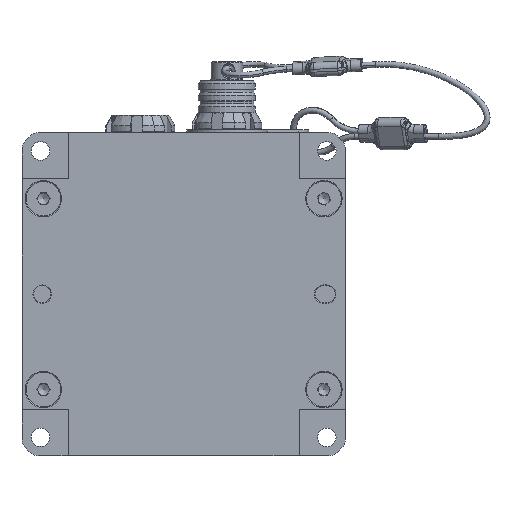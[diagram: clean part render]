
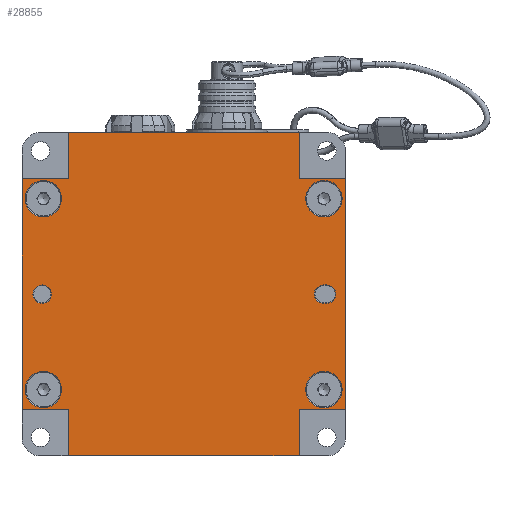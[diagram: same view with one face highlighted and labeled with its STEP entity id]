
A CAD part, front view. The second image highlights one B-rep face of the part: STEP entity #28855.
In plain terms, the highlighted planar face has unit normal (0, -1, 0).
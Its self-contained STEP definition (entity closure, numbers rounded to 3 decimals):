
#2203=CIRCLE('',#30813,1.6);
#2205=CIRCLE('',#30817,1.6);
#2208=CIRCLE('',#30824,1.605);
#2209=CIRCLE('',#30825,3.15);
#2210=CIRCLE('',#30826,3.15);
#2211=CIRCLE('',#30827,3.15);
#2212=CIRCLE('',#30828,3.15);
#3649=FACE_BOUND('',#6465,.T.);
#3650=FACE_BOUND('',#6466,.T.);
#3651=FACE_BOUND('',#6467,.T.);
#3652=FACE_BOUND('',#6468,.T.);
#3653=FACE_BOUND('',#6469,.T.);
#3654=FACE_BOUND('',#6470,.T.);
#4771=FACE_OUTER_BOUND('',#6464,.T.);
#6464=EDGE_LOOP('',(#19929,#19930,#19931,#19932,#19933,#19934,#19935,#19936,
#19937,#19938,#19939,#19940));
#6465=EDGE_LOOP('',(#19941));
#6466=EDGE_LOOP('',(#19942));
#6467=EDGE_LOOP('',(#19943));
#6468=EDGE_LOOP('',(#19944));
#6469=EDGE_LOOP('',(#19945));
#6470=EDGE_LOOP('',(#19946,#19947,#19948,#19949));
#8382=LINE('',#42520,#10313);
#8410=LINE('',#42650,#10341);
#8413=LINE('',#42659,#10344);
#8419=LINE('',#42674,#10350);
#8420=LINE('',#42676,#10351);
#8421=LINE('',#42678,#10352);
#8422=LINE('',#42680,#10353);
#8423=LINE('',#42682,#10354);
#8424=LINE('',#42684,#10355);
#8425=LINE('',#42686,#10356);
#8426=LINE('',#42688,#10357);
#8427=LINE('',#42690,#10358);
#8428=LINE('',#42691,#10359);
#8429=LINE('',#42692,#10360);
#10313=VECTOR('',#34130,10.);
#10341=VECTOR('',#34246,10.);
#10344=VECTOR('',#34257,10.);
#10350=VECTOR('',#34271,10.);
#10351=VECTOR('',#34272,10.);
#10352=VECTOR('',#34273,10.);
#10353=VECTOR('',#34274,10.);
#10354=VECTOR('',#34275,10.);
#10355=VECTOR('',#34276,10.);
#10356=VECTOR('',#34277,10.);
#10357=VECTOR('',#34278,10.);
#10358=VECTOR('',#34279,10.);
#10359=VECTOR('',#34280,10.);
#10360=VECTOR('',#34281,10.);
#12295=VERTEX_POINT('',#42517);
#12296=VERTEX_POINT('',#42519);
#12334=VERTEX_POINT('',#42639);
#12335=VERTEX_POINT('',#42641);
#12338=VERTEX_POINT('',#42648);
#12340=VERTEX_POINT('',#42654);
#12344=VERTEX_POINT('',#42672);
#12345=VERTEX_POINT('',#42673);
#12346=VERTEX_POINT('',#42675);
#12347=VERTEX_POINT('',#42677);
#12348=VERTEX_POINT('',#42679);
#12349=VERTEX_POINT('',#42681);
#12350=VERTEX_POINT('',#42683);
#12351=VERTEX_POINT('',#42685);
#12352=VERTEX_POINT('',#42687);
#12353=VERTEX_POINT('',#42689);
#12354=VERTEX_POINT('',#42693);
#12355=VERTEX_POINT('',#42695);
#12356=VERTEX_POINT('',#42697);
#12357=VERTEX_POINT('',#42699);
#12358=VERTEX_POINT('',#42701);
#15207=EDGE_CURVE('',#12295,#12296,#8382,.T.);
#15260=EDGE_CURVE('',#12334,#12335,#2203,.T.);
#15264=EDGE_CURVE('',#12338,#12334,#8410,.T.);
#15267=EDGE_CURVE('',#12340,#12338,#2205,.T.);
#15269=EDGE_CURVE('',#12335,#12340,#8413,.T.);
#15276=EDGE_CURVE('',#12344,#12345,#8419,.T.);
#15277=EDGE_CURVE('',#12346,#12345,#8420,.T.);
#15278=EDGE_CURVE('',#12346,#12347,#8421,.T.);
#15279=EDGE_CURVE('',#12347,#12348,#8422,.T.);
#15280=EDGE_CURVE('',#12349,#12348,#8423,.T.);
#15281=EDGE_CURVE('',#12349,#12350,#8424,.T.);
#15282=EDGE_CURVE('',#12350,#12351,#8425,.T.);
#15283=EDGE_CURVE('',#12352,#12351,#8426,.T.);
#15284=EDGE_CURVE('',#12352,#12353,#8427,.T.);
#15285=EDGE_CURVE('',#12353,#12296,#8428,.T.);
#15286=EDGE_CURVE('',#12295,#12344,#8429,.T.);
#15287=EDGE_CURVE('',#12354,#12354,#2208,.T.);
#15288=EDGE_CURVE('',#12355,#12355,#2209,.T.);
#15289=EDGE_CURVE('',#12356,#12356,#2210,.T.);
#15290=EDGE_CURVE('',#12357,#12357,#2211,.T.);
#15291=EDGE_CURVE('',#12358,#12358,#2212,.T.);
#19929=ORIENTED_EDGE('',*,*,#15276,.T.);
#19930=ORIENTED_EDGE('',*,*,#15277,.F.);
#19931=ORIENTED_EDGE('',*,*,#15278,.T.);
#19932=ORIENTED_EDGE('',*,*,#15279,.T.);
#19933=ORIENTED_EDGE('',*,*,#15280,.F.);
#19934=ORIENTED_EDGE('',*,*,#15281,.T.);
#19935=ORIENTED_EDGE('',*,*,#15282,.T.);
#19936=ORIENTED_EDGE('',*,*,#15283,.F.);
#19937=ORIENTED_EDGE('',*,*,#15284,.T.);
#19938=ORIENTED_EDGE('',*,*,#15285,.T.);
#19939=ORIENTED_EDGE('',*,*,#15207,.F.);
#19940=ORIENTED_EDGE('',*,*,#15286,.T.);
#19941=ORIENTED_EDGE('',*,*,#15287,.F.);
#19942=ORIENTED_EDGE('',*,*,#15288,.T.);
#19943=ORIENTED_EDGE('',*,*,#15289,.T.);
#19944=ORIENTED_EDGE('',*,*,#15290,.T.);
#19945=ORIENTED_EDGE('',*,*,#15291,.T.);
#19946=ORIENTED_EDGE('',*,*,#15260,.F.);
#19947=ORIENTED_EDGE('',*,*,#15264,.F.);
#19948=ORIENTED_EDGE('',*,*,#15267,.F.);
#19949=ORIENTED_EDGE('',*,*,#15269,.F.);
#28217=PLANE('',#30823);
#28855=ADVANCED_FACE('',(#4771,#3649,#3650,#3651,#3652,#3653,#3654),#28217,
 .F.);
#30813=AXIS2_PLACEMENT_3D('',#42642,#34238,#34239);
#30817=AXIS2_PLACEMENT_3D('',#42656,#34251,#34252);
#30823=AXIS2_PLACEMENT_3D('',#42671,#34269,#34270);
#30824=AXIS2_PLACEMENT_3D('',#42694,#34282,#34283);
#30825=AXIS2_PLACEMENT_3D('',#42696,#34284,#34285);
#30826=AXIS2_PLACEMENT_3D('',#42698,#34286,#34287);
#30827=AXIS2_PLACEMENT_3D('',#42700,#34288,#34289);
#30828=AXIS2_PLACEMENT_3D('',#42702,#34290,#34291);
#34130=DIRECTION('',(1.,0.,0.));
#34238=DIRECTION('center_axis',(0.,-1.,0.));
#34239=DIRECTION('ref_axis',(0.,0.,1.));
#34246=DIRECTION('',(1.,0.,0.));
#34251=DIRECTION('center_axis',(0.,-1.,0.));
#34252=DIRECTION('ref_axis',(0.,0.,-1.));
#34257=DIRECTION('',(-1.,0.,0.));
#34269=DIRECTION('center_axis',(0.,1.,0.));
#34270=DIRECTION('ref_axis',(0.,0.,1.));
#34271=DIRECTION('',(-1.,0.,0.));
#34272=DIRECTION('',(0.,0.,1.));
#34273=DIRECTION('',(1.,0.,0.));
#34274=DIRECTION('',(0.,0.,-1.));
#34275=DIRECTION('',(-1.,0.,0.));
#34276=DIRECTION('',(0.,0.,1.));
#34277=DIRECTION('',(1.,0.,0.));
#34278=DIRECTION('',(0.,0.,-1.));
#34279=DIRECTION('',(-1.,0.,0.));
#34280=DIRECTION('',(0.,0.,1.));
#34281=DIRECTION('',(0.,0.,-1.));
#34282=DIRECTION('center_axis',(0.,-1.,0.));
#34283=DIRECTION('ref_axis',(-1.,0.,0.));
#34284=DIRECTION('center_axis',(0.,1.,0.));
#34285=DIRECTION('ref_axis',(1.,0.,0.));
#34286=DIRECTION('center_axis',(0.,1.,0.));
#34287=DIRECTION('ref_axis',(1.,0.,0.));
#34288=DIRECTION('center_axis',(0.,1.,0.));
#34289=DIRECTION('ref_axis',(1.,0.,0.));
#34290=DIRECTION('center_axis',(0.,1.,0.));
#34291=DIRECTION('ref_axis',(1.,0.,0.));
#42517=CARTESIAN_POINT('',(-20.,0.,28.));
#42519=CARTESIAN_POINT('',(20.,0.,28.));
#42520=CARTESIAN_POINT('',(-28.,0.,28.));
#42639=CARTESIAN_POINT('',(24.75,0.,-1.6));
#42641=CARTESIAN_POINT('',(24.75,0.,1.6));
#42642=CARTESIAN_POINT('Origin',(24.75,0.,0.));
#42648=CARTESIAN_POINT('',(24.25,0.,-1.6));
#42650=CARTESIAN_POINT('',(12.375,0.,-1.6));
#42654=CARTESIAN_POINT('',(24.25,0.,1.6));
#42656=CARTESIAN_POINT('Origin',(24.25,0.,0.));
#42659=CARTESIAN_POINT('',(12.125,0.,1.6));
#42671=CARTESIAN_POINT('Origin',(0.,0.,0.));
#42672=CARTESIAN_POINT('',(-20.,0.,20.));
#42673=CARTESIAN_POINT('',(-28.,0.,20.));
#42674=CARTESIAN_POINT('',(-14.,0.,20.));
#42675=CARTESIAN_POINT('',(-28.,0.,-20.));
#42676=CARTESIAN_POINT('',(-28.,0.,-28.));
#42677=CARTESIAN_POINT('',(-20.,0.,-20.));
#42678=CARTESIAN_POINT('',(-10.,0.,-20.));
#42679=CARTESIAN_POINT('',(-20.,0.,-28.));
#42680=CARTESIAN_POINT('',(-20.,0.,-14.));
#42681=CARTESIAN_POINT('',(20.,0.,-28.));
#42682=CARTESIAN_POINT('',(28.,0.,-28.));
#42683=CARTESIAN_POINT('',(20.,0.,-20.));
#42684=CARTESIAN_POINT('',(20.,0.,-10.));
#42685=CARTESIAN_POINT('',(28.,0.,-20.));
#42686=CARTESIAN_POINT('',(14.,0.,-20.));
#42687=CARTESIAN_POINT('',(28.,0.,20.));
#42688=CARTESIAN_POINT('',(28.,0.,28.));
#42689=CARTESIAN_POINT('',(20.,0.,20.));
#42690=CARTESIAN_POINT('',(10.,0.,20.));
#42691=CARTESIAN_POINT('',(20.,0.,14.));
#42692=CARTESIAN_POINT('',(-20.,0.,10.));
#42693=CARTESIAN_POINT('',(-22.895,0.,0.));
#42694=CARTESIAN_POINT('Origin',(-24.5,0.,0.));
#42695=CARTESIAN_POINT('',(21.15,0.,-16.532));
#42696=CARTESIAN_POINT('Origin',(24.3,0.,-16.532));
#42697=CARTESIAN_POINT('',(-27.45,0.,16.532));
#42698=CARTESIAN_POINT('Origin',(-24.3,0.,16.532));
#42699=CARTESIAN_POINT('',(21.15,0.,16.532));
#42700=CARTESIAN_POINT('Origin',(24.3,0.,16.532));
#42701=CARTESIAN_POINT('',(-27.45,0.,-16.532));
#42702=CARTESIAN_POINT('Origin',(-24.3,0.,-16.532));
